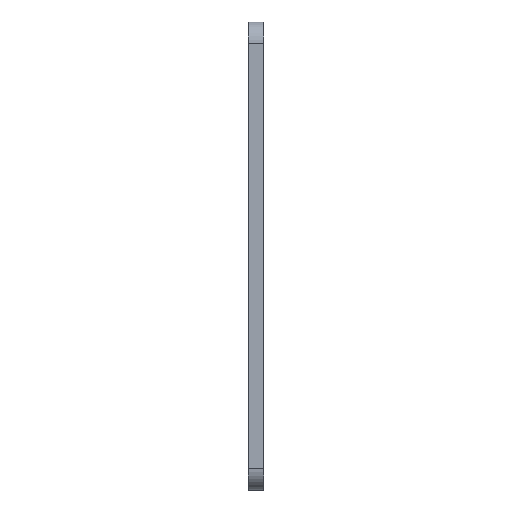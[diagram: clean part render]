
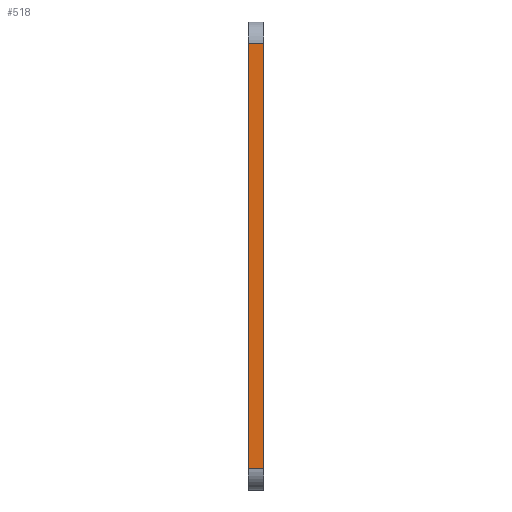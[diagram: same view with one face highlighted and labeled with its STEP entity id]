
A CAD part, left-side view. The second image highlights one B-rep face of the part: STEP entity #518.
In plain terms, the highlighted planar face has unit normal (-1, 0, 0).
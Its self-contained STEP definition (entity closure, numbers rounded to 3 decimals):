
#10 = LINE ( 'NONE', #584, #200 ) ;
#13 = VERTEX_POINT ( 'NONE', #852 ) ;
#24 = EDGE_CURVE ( 'NONE', #13, #334, #690, .T. ) ;
#67 = DIRECTION ( 'NONE',  ( 0., 0., 1. ) ) ;
#109 = LINE ( 'NONE', #675, #899 ) ;
#121 = LINE ( 'NONE', #842, #672 ) ;
#140 = CARTESIAN_POINT ( 'NONE',  ( -14.5, 1.5, -5. ) ) ;
#181 = EDGE_CURVE ( 'NONE', #888, #280, #10, .T. ) ;
#200 = VECTOR ( 'NONE', #363, 1000. ) ;
#217 = VECTOR ( 'NONE', #270, 1000. ) ;
#233 = ORIENTED_EDGE ( 'NONE', *, *, #375, .F. ) ;
#258 = DIRECTION ( 'NONE',  ( -1., 0., 0. ) ) ;
#270 = DIRECTION ( 'NONE',  ( 0., 1., 0. ) ) ;
#280 = VERTEX_POINT ( 'NONE', #313 ) ;
#313 = CARTESIAN_POINT ( 'NONE',  ( -14.5, 0., -5. ) ) ;
#315 = ORIENTED_EDGE ( 'NONE', *, *, #448, .T. ) ;
#334 = VERTEX_POINT ( 'NONE', #893 ) ;
#352 = ORIENTED_EDGE ( 'NONE', *, *, #24, .T. ) ;
#363 = DIRECTION ( 'NONE',  ( 0., -1., 0. ) ) ;
#375 = EDGE_CURVE ( 'NONE', #888, #334, #109, .T. ) ;
#397 = CARTESIAN_POINT ( 'NONE',  ( -14.5, 0., 35. ) ) ;
#448 = EDGE_CURVE ( 'NONE', #280, #13, #121, .T. ) ;
#493 = AXIS2_PLACEMENT_3D ( 'NONE', #911, #258, #554 ) ;
#518 = ADVANCED_FACE ( 'NONE', ( #693 ), #620, .T. ) ;
#554 = DIRECTION ( 'NONE',  ( 0., 0., 1. ) ) ;
#556 = ORIENTED_EDGE ( 'NONE', *, *, #181, .T. ) ;
#584 = CARTESIAN_POINT ( 'NONE',  ( -14.5, 0., -5. ) ) ;
#620 = PLANE ( 'NONE',  #493 ) ;
#672 = VECTOR ( 'NONE', #698, 1000. ) ;
#675 = CARTESIAN_POINT ( 'NONE',  ( -14.5, 1.5, -7. ) ) ;
#690 = LINE ( 'NONE', #397, #217 ) ;
#693 = FACE_OUTER_BOUND ( 'NONE', #711, .T. ) ;
#698 = DIRECTION ( 'NONE',  ( 0., 0., 1. ) ) ;
#711 = EDGE_LOOP ( 'NONE', ( #315, #352, #233, #556 ) ) ;
#842 = CARTESIAN_POINT ( 'NONE',  ( -14.5, 0., -7. ) ) ;
#852 = CARTESIAN_POINT ( 'NONE',  ( -14.5, 0., 35. ) ) ;
#888 = VERTEX_POINT ( 'NONE', #140 ) ;
#893 = CARTESIAN_POINT ( 'NONE',  ( -14.5, 1.5, 35. ) ) ;
#899 = VECTOR ( 'NONE', #67, 1000. ) ;
#911 = CARTESIAN_POINT ( 'NONE',  ( -14.5, 0., -7. ) ) ;
